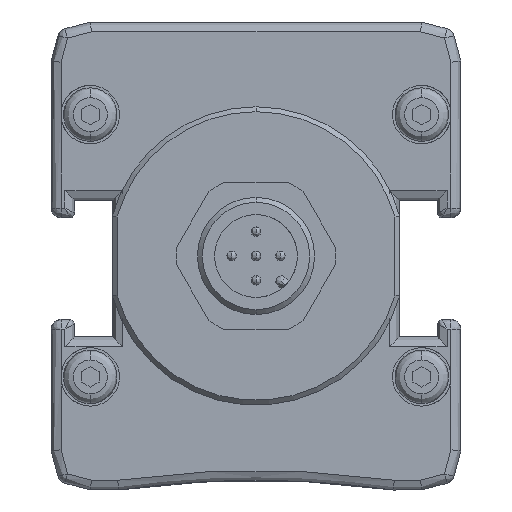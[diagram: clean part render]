
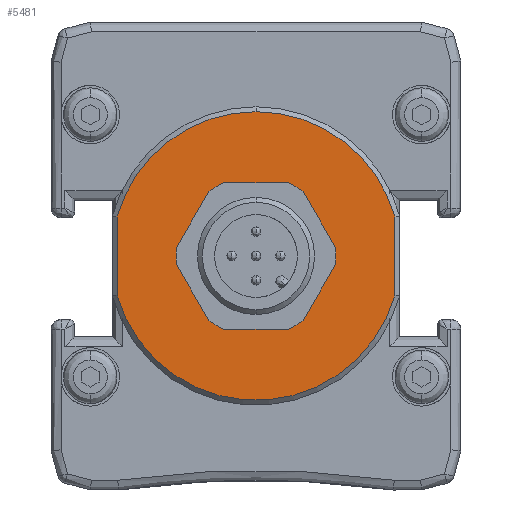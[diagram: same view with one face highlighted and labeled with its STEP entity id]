
A CAD part, front view. The second image highlights one B-rep face of the part: STEP entity #5481.
In plain terms, the highlighted planar face has unit normal (0, -1, 0).
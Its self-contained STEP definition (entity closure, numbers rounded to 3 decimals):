
#254 = DIRECTION ( 'NONE',  ( 0., 0., -1. ) ) ;
#425 = DIRECTION ( 'NONE',  ( 0., -1., 0. ) ) ;
#500 = EDGE_LOOP ( 'NONE', ( #6178, #6654, #5509, #4601, #7448 ) ) ;
#1276 = CARTESIAN_POINT ( 'NONE',  ( -14.25, -829., 0. ) ) ;
#1356 = CARTESIAN_POINT ( 'NONE',  ( 0., -829., 14.8 ) ) ;
#1636 = CIRCLE ( 'NONE', #7438, 14.8 ) ;
#1682 = AXIS2_PLACEMENT_3D ( 'NONE', #6427, #425, #7402 ) ;
#1774 = CARTESIAN_POINT ( 'NONE',  ( -14.25, -829., 3.997 ) ) ;
#2347 = EDGE_CURVE ( 'NONE', #4114, #11761, #10402, .T. ) ;
#2494 = VECTOR ( 'NONE', #10600, 1000. ) ;
#3103 = DIRECTION ( 'NONE',  ( 0., -1., 0. ) ) ;
#3250 = EDGE_CURVE ( 'NONE', #3793, #6457, #10759, .T. ) ;
#3317 = VECTOR ( 'NONE', #10244, 1000. ) ;
#3793 = VERTEX_POINT ( 'NONE', #9886 ) ;
#4114 = VERTEX_POINT ( 'NONE', #1356 ) ;
#4292 = CARTESIAN_POINT ( 'NONE',  ( 0., -829., 0. ) ) ;
#4443 = CIRCLE ( 'NONE', #1682, 14.8 ) ;
#4540 = AXIS2_PLACEMENT_3D ( 'NONE', #6065, #3103, #10061 ) ;
#4601 = ORIENTED_EDGE ( 'NONE', *, *, #10769, .T. ) ;
#4617 = CARTESIAN_POINT ( 'NONE',  ( 14.25, -829., 4.065 ) ) ;
#4768 = CARTESIAN_POINT ( 'NONE',  ( 14.25, -829., 3.997 ) ) ;
#5301 = DIRECTION ( 'NONE',  ( 0., 0., -1. ) ) ;
#5481 = ADVANCED_FACE ( 'NONE', ( #9925 ), #9059, .T. ) ;
#5509 = ORIENTED_EDGE ( 'NONE', *, *, #3250, .T. ) ;
#5971 = LINE ( 'NONE', #1276, #3317 ) ;
#6065 = CARTESIAN_POINT ( 'NONE',  ( 0., -829., 0. ) ) ;
#6077 = AXIS2_PLACEMENT_3D ( 'NONE', #4292, #11269, #5301 ) ;
#6178 = ORIENTED_EDGE ( 'NONE', *, *, #12056, .T. ) ;
#6244 = DIRECTION ( 'NONE',  ( 0., -1., 0. ) ) ;
#6427 = CARTESIAN_POINT ( 'NONE',  ( 0., -829., 0. ) ) ;
#6457 = VERTEX_POINT ( 'NONE', #4768 ) ;
#6654 = ORIENTED_EDGE ( 'NONE', *, *, #7981, .T. ) ;
#7402 = DIRECTION ( 'NONE',  ( 0., 0., -1. ) ) ;
#7438 = AXIS2_PLACEMENT_3D ( 'NONE', #12180, #6244, #254 ) ;
#7448 = ORIENTED_EDGE ( 'NONE', *, *, #2347, .T. ) ;
#7857 = VERTEX_POINT ( 'NONE', #11922 ) ;
#7981 = EDGE_CURVE ( 'NONE', #7857, #3793, #1636, .T. ) ;
#9059 = PLANE ( 'NONE',  #4540 ) ;
#9886 = CARTESIAN_POINT ( 'NONE',  ( 14.25, -829., -3.997 ) ) ;
#9925 = FACE_OUTER_BOUND ( 'NONE', #500, .T. ) ;
#10061 = DIRECTION ( 'NONE',  ( 0., 0., -1. ) ) ;
#10244 = DIRECTION ( 'NONE',  ( 0., 0., -1. ) ) ;
#10402 = CIRCLE ( 'NONE', #6077, 14.8 ) ;
#10600 = DIRECTION ( 'NONE',  ( 0., 0., 1. ) ) ;
#10759 = LINE ( 'NONE', #4617, #2494 ) ;
#10769 = EDGE_CURVE ( 'NONE', #6457, #4114, #4443, .T. ) ;
#11269 = DIRECTION ( 'NONE',  ( 0., -1., 0. ) ) ;
#11761 = VERTEX_POINT ( 'NONE', #1774 ) ;
#11922 = CARTESIAN_POINT ( 'NONE',  ( -14.25, -829., -3.997 ) ) ;
#12056 = EDGE_CURVE ( 'NONE', #11761, #7857, #5971, .T. ) ;
#12180 = CARTESIAN_POINT ( 'NONE',  ( 0., -829., 0. ) ) ;
